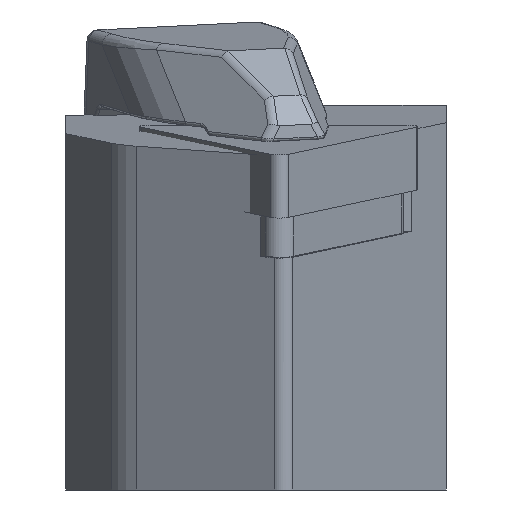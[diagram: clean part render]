
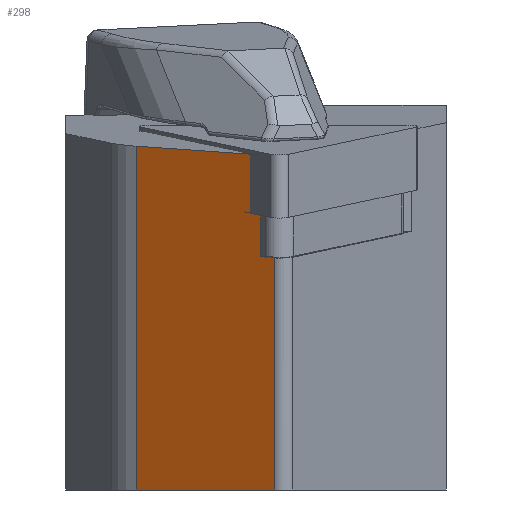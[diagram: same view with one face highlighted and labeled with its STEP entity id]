
A CAD part, left-side view. The second image highlights one B-rep face of the part: STEP entity #298.
In plain terms, the highlighted planar face has unit normal (-0.861, 0.497, -0.106).
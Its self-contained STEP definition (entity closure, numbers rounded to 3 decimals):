
#298=ADVANCED_FACE('',(#449),#404,.T.);
#404=PLANE('',#1932);
#449=FACE_OUTER_BOUND('',#551,.T.);
#551=EDGE_LOOP('',(#736,#737,#738,#739,#740,#741,#742));
#736=ORIENTED_EDGE('',*,*,#1401,.T.);
#737=ORIENTED_EDGE('',*,*,#1402,.F.);
#738=ORIENTED_EDGE('',*,*,#1344,.F.);
#739=ORIENTED_EDGE('',*,*,#1358,.F.);
#740=ORIENTED_EDGE('',*,*,#1403,.T.);
#741=ORIENTED_EDGE('',*,*,#1384,.T.);
#742=ORIENTED_EDGE('',*,*,#1378,.F.);
#1179=VERTEX_POINT('',#2656);
#1180=VERTEX_POINT('',#2658);
#1192=VERTEX_POINT('',#2685);
#1209=VERTEX_POINT('',#2725);
#1210=VERTEX_POINT('',#2727);
#1213=VERTEX_POINT('',#2738);
#1222=VERTEX_POINT('',#2771);
#1344=EDGE_CURVE('',#1179,#1180,#1607,.T.);
#1358=EDGE_CURVE('',#1192,#1179,#1617,.T.);
#1378=EDGE_CURVE('',#1209,#1210,#1635,.T.);
#1384=EDGE_CURVE('',#1213,#1210,#1640,.T.);
#1401=EDGE_CURVE('',#1209,#1222,#1656,.T.);
#1402=EDGE_CURVE('',#1180,#1222,#1657,.T.);
#1403=EDGE_CURVE('',#1192,#1213,#1658,.T.);
#1607=LINE('',#2657,#1760);
#1617=LINE('',#2686,#1770);
#1635=LINE('',#2726,#1788);
#1640=LINE('',#2737,#1793);
#1656=LINE('',#2770,#1809);
#1657=LINE('',#2772,#1810);
#1658=LINE('',#2773,#1811);
#1760=VECTOR('',#2110,1.);
#1770=VECTOR('',#2132,1.);
#1788=VECTOR('',#2160,1.);
#1793=VECTOR('',#2171,1.);
#1809=VECTOR('',#2203,1.);
#1810=VECTOR('',#2204,1.);
#1811=VECTOR('',#2205,1.);
#1932=AXIS2_PLACEMENT_3D('',#2774,#2206,#2207);
#2110=DIRECTION('',(0.122,0.,-0.993));
#2132=DIRECTION('',(-0.494,-0.868,-0.061));
#2160=DIRECTION('',(0.122,0.,-0.993));
#2171=DIRECTION('',(-0.5,-0.866,0.));
#2203=DIRECTION('',(0.494,0.868,0.061));
#2204=DIRECTION('',(0.122,0.,-0.993));
#2205=DIRECTION('',(0.122,0.,-0.993));
#2206=DIRECTION('',(-0.861,0.497,-0.106));
#2207=DIRECTION('',(-0.5,-0.866,0.));
#2656=CARTESIAN_POINT('',(-121.558,11.867,9.602));
#2657=CARTESIAN_POINT('',(-149.905,11.867,240.471));
#2658=CARTESIAN_POINT('',(-121.015,11.867,5.175));
#2685=CARTESIAN_POINT('',(-116.241,21.215,10.255));
#2686=CARTESIAN_POINT('',(-122.958,9.406,9.43));
#2725=CARTESIAN_POINT('',(-121.212,10.838,1.947));
#2726=CARTESIAN_POINT('',(-150.49,10.838,240.399));
#2727=CARTESIAN_POINT('',(-119.07,10.838,-15.5));
#2737=CARTESIAN_POINT('',(-120.671,8.065,-15.5));
#2738=CARTESIAN_POINT('',(-113.078,21.215,-15.5));
#2770=CARTESIAN_POINT('',(-121.212,10.838,1.947));
#2771=CARTESIAN_POINT('',(-120.627,11.867,2.019));
#2772=CARTESIAN_POINT('',(-149.905,11.867,240.471));
#2773=CARTESIAN_POINT('',(-144.588,21.215,241.124));
#2774=CARTESIAN_POINT('',(-150.49,10.838,240.399));
